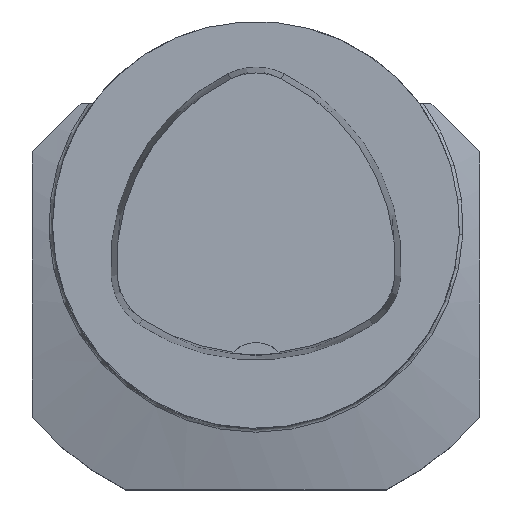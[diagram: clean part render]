
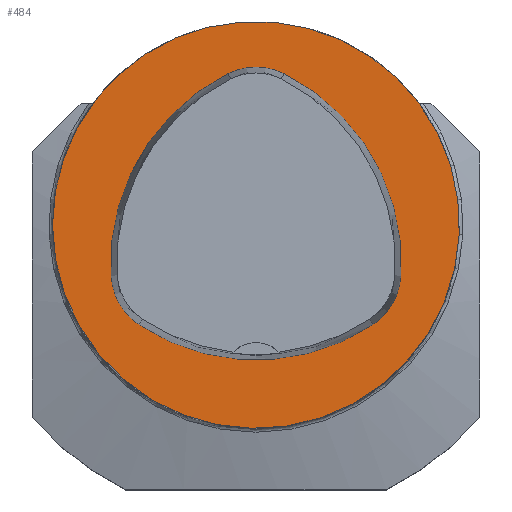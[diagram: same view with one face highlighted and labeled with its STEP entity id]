
A CAD part, top view. The second image highlights one B-rep face of the part: STEP entity #484.
In plain terms, the highlighted planar face has unit normal (0, 0, 1).
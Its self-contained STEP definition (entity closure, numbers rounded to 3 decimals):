
#126=PLANE('',#2061);
#400=FACE_BOUND('',#737,.T.);
#401=FACE_BOUND('',#738,.T.);
#484=ADVANCED_FACE('',(#400,#401),#126,.T.);
#737=EDGE_LOOP('',(#1110));
#738=EDGE_LOOP('',(#1111,#1112,#1113,#1114,#1115,#1116));
#1110=ORIENTED_EDGE('',*,*,#1704,.F.);
#1111=ORIENTED_EDGE('',*,*,#1705,.T.);
#1112=ORIENTED_EDGE('',*,*,#1706,.T.);
#1113=ORIENTED_EDGE('',*,*,#1707,.T.);
#1114=ORIENTED_EDGE('',*,*,#1708,.T.);
#1115=ORIENTED_EDGE('',*,*,#1709,.T.);
#1116=ORIENTED_EDGE('',*,*,#1710,.T.);
#1506=VERTEX_POINT('',#3056);
#1507=VERTEX_POINT('',#3058);
#1508=VERTEX_POINT('',#3059);
#1509=VERTEX_POINT('',#3061);
#1510=VERTEX_POINT('',#3063);
#1511=VERTEX_POINT('',#3065);
#1512=VERTEX_POINT('',#3067);
#1704=EDGE_CURVE('',#1506,#1506,#1892,.T.);
#1705=EDGE_CURVE('',#1507,#1508,#1893,.T.);
#1706=EDGE_CURVE('',#1508,#1509,#1894,.T.);
#1707=EDGE_CURVE('',#1509,#1510,#1895,.T.);
#1708=EDGE_CURVE('',#1510,#1511,#1896,.T.);
#1709=EDGE_CURVE('',#1511,#1512,#1897,.T.);
#1710=EDGE_CURVE('',#1512,#1507,#1898,.T.);
#1892=CIRCLE('',#2054,50.);
#1893=CIRCLE('',#2055,15.5);
#1894=CIRCLE('',#2056,52.);
#1895=CIRCLE('',#2057,15.5);
#1896=CIRCLE('',#2058,52.);
#1897=CIRCLE('',#2059,15.5);
#1898=CIRCLE('',#2060,52.);
#2054=AXIS2_PLACEMENT_3D('',#3055,#2412,#2413);
#2055=AXIS2_PLACEMENT_3D('',#3057,#2414,#2415);
#2056=AXIS2_PLACEMENT_3D('',#3060,#2416,#2417);
#2057=AXIS2_PLACEMENT_3D('',#3062,#2418,#2419);
#2058=AXIS2_PLACEMENT_3D('',#3064,#2420,#2421);
#2059=AXIS2_PLACEMENT_3D('',#3066,#2422,#2423);
#2060=AXIS2_PLACEMENT_3D('',#3068,#2424,#2425);
#2061=AXIS2_PLACEMENT_3D('',#3069,#2426,#2427);
#2412=DIRECTION('',(0.,0.,-1.));
#2413=DIRECTION('',(-1.,0.,0.));
#2414=DIRECTION('',(0.,0.,-1.));
#2415=DIRECTION('',(-0.5,0.866,0.));
#2416=DIRECTION('',(0.,0.,-1.));
#2417=DIRECTION('',(-0.5,0.866,0.));
#2418=DIRECTION('',(0.,0.,-1.));
#2419=DIRECTION('',(-0.5,0.866,0.));
#2420=DIRECTION('',(0.,0.,-1.));
#2421=DIRECTION('',(-0.5,0.866,0.));
#2422=DIRECTION('',(0.,0.,-1.));
#2423=DIRECTION('',(-0.5,0.866,0.));
#2424=DIRECTION('',(0.,0.,-1.));
#2425=DIRECTION('',(-0.5,0.866,0.));
#2426=DIRECTION('',(0.,0.,1.));
#2427=DIRECTION('',(-1.,0.,0.));
#3055=CARTESIAN_POINT('',(0.,0.,0.));
#3056=CARTESIAN_POINT('',(-50.,0.,0.));
#3057=CARTESIAN_POINT('',(20.135,-11.625,0.));
#3058=CARTESIAN_POINT('',(35.607,-12.566,0.));
#3059=CARTESIAN_POINT('',(28.686,-24.553,0.));
#3060=CARTESIAN_POINT('',(0.,18.819,0.));
#3061=CARTESIAN_POINT('',(-28.686,-24.553,0.));
#3062=CARTESIAN_POINT('',(-20.135,-11.625,0.));
#3063=CARTESIAN_POINT('',(-35.607,-12.566,0.));
#3064=CARTESIAN_POINT('',(16.298,-9.409,0.));
#3065=CARTESIAN_POINT('',(-6.921,37.119,0.));
#3066=CARTESIAN_POINT('',(0.,23.25,0.));
#3067=CARTESIAN_POINT('',(6.921,37.119,0.));
#3068=CARTESIAN_POINT('',(-16.298,-9.409,0.));
#3069=CARTESIAN_POINT('',(0.,0.,0.));
